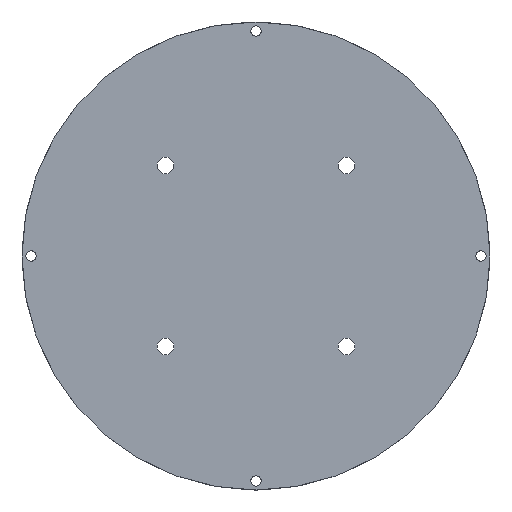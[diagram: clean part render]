
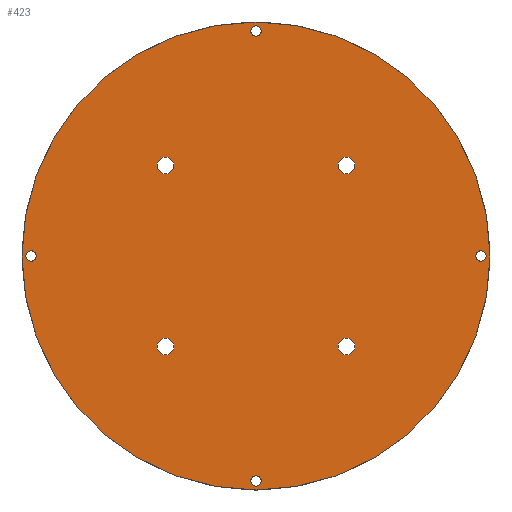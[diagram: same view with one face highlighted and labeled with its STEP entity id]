
A CAD part, top view. The second image highlights one B-rep face of the part: STEP entity #423.
In plain terms, the highlighted planar face has unit normal (0, 0, 1).
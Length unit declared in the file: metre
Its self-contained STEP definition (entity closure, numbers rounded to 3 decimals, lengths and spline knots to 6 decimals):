
#16=PLANE('',#493);
#36=CIRCLE('',#466,0.00325);
#37=CIRCLE('',#468,0.00325);
#38=CIRCLE('',#470,0.00325);
#39=CIRCLE('',#472,0.00325);
#40=CIRCLE('',#474,0.002);
#42=CIRCLE('',#477,0.002);
#44=CIRCLE('',#480,0.002);
#50=CIRCLE('',#491,0.002);
#52=CIRCLE('',#494,0.09);
#107=ORIENTED_EDGE('',*,*,#189,.F.);
#108=ORIENTED_EDGE('',*,*,#185,.F.);
#109=ORIENTED_EDGE('',*,*,#187,.F.);
#110=ORIENTED_EDGE('',*,*,#195,.F.);
#111=ORIENTED_EDGE('',*,*,#181,.F.);
#112=ORIENTED_EDGE('',*,*,#182,.F.);
#113=ORIENTED_EDGE('',*,*,#183,.F.);
#114=ORIENTED_EDGE('',*,*,#184,.F.);
#115=ORIENTED_EDGE('',*,*,#197,.T.);
#181=EDGE_CURVE('',#230,#230,#36,.T.);
#182=EDGE_CURVE('',#231,#231,#37,.T.);
#183=EDGE_CURVE('',#232,#232,#38,.T.);
#184=EDGE_CURVE('',#233,#233,#39,.T.);
#185=EDGE_CURVE('',#234,#234,#40,.T.);
#187=EDGE_CURVE('',#236,#236,#42,.T.);
#189=EDGE_CURVE('',#238,#238,#44,.T.);
#195=EDGE_CURVE('',#244,#244,#50,.T.);
#197=EDGE_CURVE('',#246,#246,#52,.T.);
#230=VERTEX_POINT('',#708);
#231=VERTEX_POINT('',#711);
#232=VERTEX_POINT('',#714);
#233=VERTEX_POINT('',#717);
#234=VERTEX_POINT('',#720);
#236=VERTEX_POINT('',#725);
#238=VERTEX_POINT('',#730);
#244=VERTEX_POINT('',#747);
#246=VERTEX_POINT('',#752);
#302=EDGE_LOOP('',(#107));
#303=EDGE_LOOP('',(#108));
#304=EDGE_LOOP('',(#109));
#305=EDGE_LOOP('',(#110));
#306=EDGE_LOOP('',(#111));
#307=EDGE_LOOP('',(#112));
#308=EDGE_LOOP('',(#113));
#309=EDGE_LOOP('',(#114));
#310=EDGE_LOOP('',(#115));
#362=FACE_BOUND('',#302,.T.);
#363=FACE_BOUND('',#303,.T.);
#364=FACE_BOUND('',#304,.T.);
#365=FACE_BOUND('',#305,.T.);
#366=FACE_BOUND('',#306,.T.);
#367=FACE_BOUND('',#307,.T.);
#368=FACE_BOUND('',#308,.T.);
#369=FACE_BOUND('',#309,.T.);
#370=FACE_BOUND('',#310,.T.);
#423=ADVANCED_FACE('',(#362,#363,#364,#365,#366,#367,#368,#369,#370),#16,
 .T.);
#466=AXIS2_PLACEMENT_3D('',#707,#564,#565);
#468=AXIS2_PLACEMENT_3D('',#710,#568,#569);
#470=AXIS2_PLACEMENT_3D('',#713,#572,#573);
#472=AXIS2_PLACEMENT_3D('',#716,#576,#577);
#474=AXIS2_PLACEMENT_3D('',#719,#580,#581);
#477=AXIS2_PLACEMENT_3D('',#724,#586,#587);
#480=AXIS2_PLACEMENT_3D('',#729,#592,#593);
#491=AXIS2_PLACEMENT_3D('',#746,#614,#615);
#493=AXIS2_PLACEMENT_3D('',#750,#618,#619);
#494=AXIS2_PLACEMENT_3D('',#751,#620,#621);
#564=DIRECTION('',(0.,0.,1.));
#565=DIRECTION('',(1.,0.,0.));
#568=DIRECTION('',(0.,0.,1.));
#569=DIRECTION('',(1.,0.,0.));
#572=DIRECTION('',(0.,0.,1.));
#573=DIRECTION('',(1.,0.,0.));
#576=DIRECTION('',(0.,0.,1.));
#577=DIRECTION('',(1.,0.,0.));
#580=DIRECTION('',(0.,0.,1.));
#581=DIRECTION('',(1.,0.,0.));
#586=DIRECTION('',(0.,0.,1.));
#587=DIRECTION('',(1.,0.,0.));
#592=DIRECTION('',(0.,0.,1.));
#593=DIRECTION('',(1.,0.,0.));
#614=DIRECTION('',(0.,0.,1.));
#615=DIRECTION('',(1.,0.,0.));
#618=DIRECTION('',(0.,0.,1.));
#619=DIRECTION('',(1.,0.,0.));
#620=DIRECTION('',(0.,0.,1.));
#621=DIRECTION('',(1.,0.,0.));
#707=CARTESIAN_POINT('',(0.0348,0.0348,0.01));
#708=CARTESIAN_POINT('',(0.03805,0.0348,0.01));
#710=CARTESIAN_POINT('',(-0.0348,0.0348,0.01));
#711=CARTESIAN_POINT('',(-0.03155,0.0348,0.01));
#713=CARTESIAN_POINT('',(-0.0348,-0.0348,0.01));
#714=CARTESIAN_POINT('',(-0.03155,-0.0348,0.01));
#716=CARTESIAN_POINT('',(0.0348,-0.0348,0.01));
#717=CARTESIAN_POINT('',(0.03805,-0.0348,0.01));
#719=CARTESIAN_POINT('',(0.,-0.0865,0.01));
#720=CARTESIAN_POINT('',(0.002,-0.0865,0.01));
#724=CARTESIAN_POINT('',(-0.0865,0.,0.01));
#725=CARTESIAN_POINT('',(-0.0845,0.,0.01));
#729=CARTESIAN_POINT('',(0.,0.0865,0.01));
#730=CARTESIAN_POINT('',(0.002,0.0865,0.01));
#746=CARTESIAN_POINT('',(0.0865,0.,0.01));
#747=CARTESIAN_POINT('',(0.0885,0.,0.01));
#750=CARTESIAN_POINT('',(0.,0.,0.01));
#751=CARTESIAN_POINT('',(0.,0.,0.01));
#752=CARTESIAN_POINT('',(0.09,0.,0.01));
